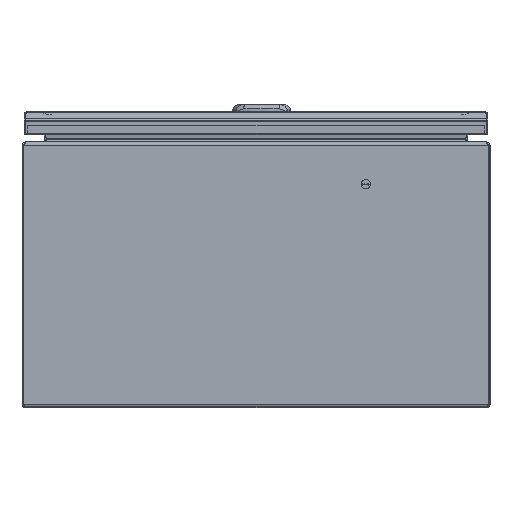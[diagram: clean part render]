
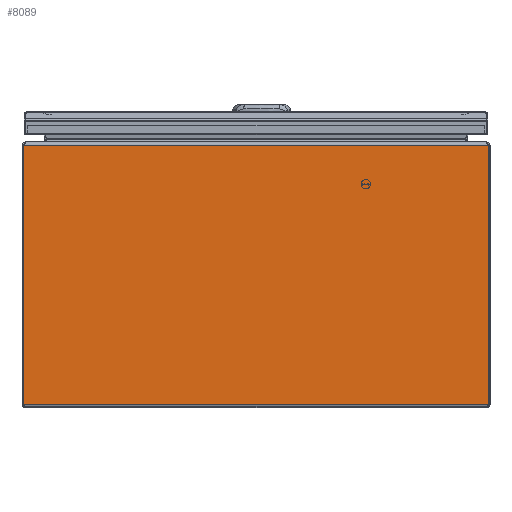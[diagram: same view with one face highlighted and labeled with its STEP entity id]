
A CAD part, left-side view. The second image highlights one B-rep face of the part: STEP entity #8089.
In plain terms, the highlighted planar face has unit normal (-1, 0, 0).
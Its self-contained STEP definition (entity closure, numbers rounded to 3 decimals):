
#6137=VERTEX_POINT('',#17698);
#8089=ADVANCED_FACE('',(#19859),#19860,.T.);
#8267=EDGE_CURVE('',#16801,#16305,#20058,.T.);
#8863=VERTEX_POINT('',#20723);
#15133=EDGE_CURVE('',#16801,#8863,#27764,.T.);
#16267=EDGE_CURVE('',#16305,#6137,#29025,.T.);
#16305=VERTEX_POINT('',#29071);
#16801=VERTEX_POINT('',#29630);
#17267=EDGE_CURVE('',#8863,#6137,#30146,.T.);
#17698=CARTESIAN_POINT('',(-300.0,-198.8,-3.2));
#19859=FACE_OUTER_BOUND('',#37129,.T.);
#19860=PLANE('',#37130);
#20058=LINE('',#37761,#37762);
#20723=CARTESIAN_POINT('',(-300.0,198.8,-3.2));
#27764=LINE('',#59301,#59302);
#29025=LINE('',#62973,#62974);
#29071=CARTESIAN_POINT('',(-300.0,-198.8,-224.6));
#29630=CARTESIAN_POINT('',(-300.0,198.8,-224.6));
#30146=LINE('',#66106,#66107);
#37129=EDGE_LOOP('',(#68871,#68872,#68873,#68874));
#37130=AXIS2_PLACEMENT_3D('',#68875,#68876,#68877);
#37761=CARTESIAN_POINT('',(-300.0,198.8,-224.6));
#37762=VECTOR('',#69081,397.6);
#59301=CARTESIAN_POINT('',(-300.0,198.8,-224.6));
#59302=VECTOR('',#77272,221.4);
#62973=CARTESIAN_POINT('',(-300.0,-198.8,-224.6));
#62974=VECTOR('',#78547,221.4);
#66106=CARTESIAN_POINT('',(-300.0,198.8,-3.2));
#66107=VECTOR('',#79714,397.6);
#68871=ORIENTED_EDGE('',*,*,#17267,.F.);
#68872=ORIENTED_EDGE('',*,*,#15133,.F.);
#68873=ORIENTED_EDGE('',*,*,#8267,.T.);
#68874=ORIENTED_EDGE('',*,*,#16267,.T.);
#68875=CARTESIAN_POINT('',(-300.0,200.0,-227.0));
#68876=DIRECTION('',(-1.0,0.0,0.0));
#68877=DIRECTION('',(0.0,-1.0,0.0));
#69081=DIRECTION('',(0.0,-1.0,0.0));
#77272=DIRECTION('',(0.0,0.0,1.0));
#78547=DIRECTION('',(0.0,0.0,1.0));
#79714=DIRECTION('',(0.0,-1.0,0.0));
